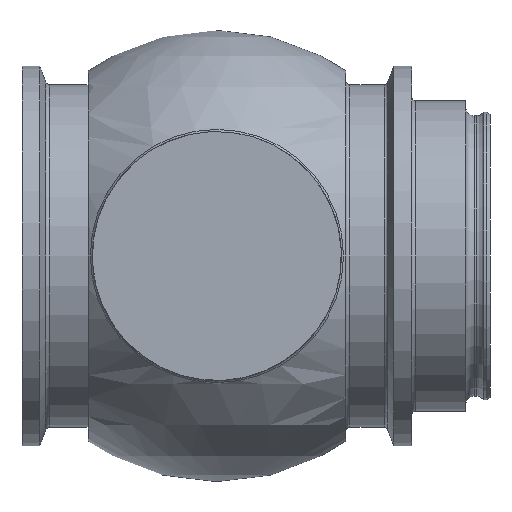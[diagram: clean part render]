
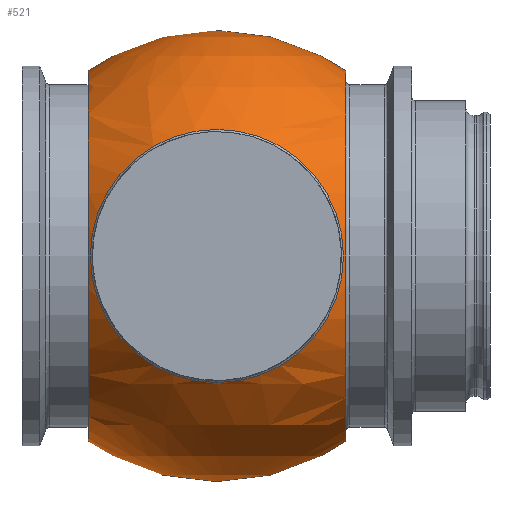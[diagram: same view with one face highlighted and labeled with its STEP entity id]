
A CAD part, left-side view. The second image highlights one B-rep face of the part: STEP entity #521.
In plain terms, the highlighted spherical face has radius 46.025 mm.
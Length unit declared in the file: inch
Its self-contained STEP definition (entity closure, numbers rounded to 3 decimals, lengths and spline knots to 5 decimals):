
#23=FACE_BOUND('',#90,.T.);
#24=FACE_BOUND('',#91,.T.);
#25=FACE_BOUND('',#92,.T.);
#30=SPHERICAL_SURFACE('',#628,1.812);
#60=FACE_OUTER_BOUND('',#89,.T.);
#89=EDGE_LOOP('',(#448,#449,#450,#451,#452,#453,#454,#455));
#90=EDGE_LOOP('',(#456));
#91=EDGE_LOOP('',(#457,#458));
#92=EDGE_LOOP('',(#459));
#136=CIRCLE('',#559,1.01654);
#138=CIRCLE('',#561,1.01654);
#139=CIRCLE('',#563,1.01654);
#140=CIRCLE('',#564,1.01654);
#144=CIRCLE('',#568,1.01654);
#145=CIRCLE('',#569,1.01654);
#189=CIRCLE('',#629,1.812);
#190=CIRCLE('',#630,1.812);
#191=CIRCLE('',#631,1.48871);
#192=CIRCLE('',#632,1.48732);
#203=VERTEX_POINT('',#868);
#204=VERTEX_POINT('',#869);
#205=VERTEX_POINT('',#874);
#206=VERTEX_POINT('',#875);
#207=VERTEX_POINT('',#877);
#210=VERTEX_POINT('',#884);
#249=VERTEX_POINT('',#994);
#250=VERTEX_POINT('',#996);
#251=VERTEX_POINT('',#998);
#252=VERTEX_POINT('',#1000);
#263=EDGE_CURVE('',#203,#204,#136,.T.);
#265=EDGE_CURVE('',#204,#203,#138,.T.);
#266=EDGE_CURVE('',#205,#206,#139,.T.);
#267=EDGE_CURVE('',#206,#207,#140,.T.);
#271=EDGE_CURVE('',#207,#210,#144,.T.);
#272=EDGE_CURVE('',#210,#205,#145,.T.);
#326=EDGE_CURVE('',#249,#210,#189,.T.);
#327=EDGE_CURVE('',#206,#250,#190,.T.);
#328=EDGE_CURVE('',#251,#251,#191,.T.);
#329=EDGE_CURVE('',#252,#252,#192,.T.);
#448=ORIENTED_EDGE('',*,*,#266,.F.);
#449=ORIENTED_EDGE('',*,*,#272,.F.);
#450=ORIENTED_EDGE('',*,*,#326,.F.);
#451=ORIENTED_EDGE('',*,*,#326,.T.);
#452=ORIENTED_EDGE('',*,*,#271,.F.);
#453=ORIENTED_EDGE('',*,*,#267,.F.);
#454=ORIENTED_EDGE('',*,*,#327,.T.);
#455=ORIENTED_EDGE('',*,*,#327,.F.);
#456=ORIENTED_EDGE('',*,*,#328,.T.);
#457=ORIENTED_EDGE('',*,*,#263,.F.);
#458=ORIENTED_EDGE('',*,*,#265,.F.);
#459=ORIENTED_EDGE('',*,*,#329,.F.);
#521=ADVANCED_FACE('',(#60,#23,#24,#25),#30,.T.);
#559=AXIS2_PLACEMENT_3D('',#870,#665,#666);
#561=AXIS2_PLACEMENT_3D('',#872,#669,#670);
#563=AXIS2_PLACEMENT_3D('',#876,#673,#674);
#564=AXIS2_PLACEMENT_3D('',#878,#675,#676);
#568=AXIS2_PLACEMENT_3D('',#885,#683,#684);
#569=AXIS2_PLACEMENT_3D('',#886,#685,#686);
#628=AXIS2_PLACEMENT_3D('',#993,#813,#814);
#629=AXIS2_PLACEMENT_3D('',#995,#815,#816);
#630=AXIS2_PLACEMENT_3D('',#997,#817,#818);
#631=AXIS2_PLACEMENT_3D('',#999,#819,#820);
#632=AXIS2_PLACEMENT_3D('',#1001,#821,#822);
#665=DIRECTION('center_axis',(-1.,0.,0.));
#666=DIRECTION('ref_axis',(0.,1.,0.));
#669=DIRECTION('center_axis',(-1.,0.,0.));
#670=DIRECTION('ref_axis',(0.,1.,0.));
#673=DIRECTION('center_axis',(1.,0.,0.));
#674=DIRECTION('ref_axis',(0.,-1.,0.));
#675=DIRECTION('center_axis',(1.,0.,0.));
#676=DIRECTION('ref_axis',(0.,-1.,0.));
#683=DIRECTION('center_axis',(1.,0.,0.));
#684=DIRECTION('ref_axis',(0.,-1.,0.));
#685=DIRECTION('center_axis',(1.,0.,0.));
#686=DIRECTION('ref_axis',(0.,-1.,0.));
#813=DIRECTION('center_axis',(0.,0.,1.));
#814=DIRECTION('ref_axis',(-1.,0.,0.));
#815=DIRECTION('center_axis',(0.,1.,0.));
#816=DIRECTION('ref_axis',(1.,0.,0.));
#817=DIRECTION('center_axis',(0.,1.,0.));
#818=DIRECTION('ref_axis',(1.,0.,0.));
#819=DIRECTION('center_axis',(0.,1.,0.));
#820=DIRECTION('ref_axis',(0.,0.,1.));
#821=DIRECTION('center_axis',(0.,1.,0.));
#822=DIRECTION('ref_axis',(0.,0.,1.));
#868=CARTESIAN_POINT('',(-1.5,3.20954,0.));
#869=CARTESIAN_POINT('',(-1.5,1.17646,0.));
#870=CARTESIAN_POINT('Origin',(-1.5,2.193,0.));
#872=CARTESIAN_POINT('Origin',(-1.5,2.193,0.));
#874=CARTESIAN_POINT('',(1.5,1.17646,0.));
#875=CARTESIAN_POINT('',(1.5,2.193,-1.01654));
#876=CARTESIAN_POINT('Origin',(1.5,2.193,0.));
#877=CARTESIAN_POINT('',(1.5,3.20954,0.));
#878=CARTESIAN_POINT('Origin',(1.5,2.193,0.));
#884=CARTESIAN_POINT('',(1.5,2.193,1.01654));
#885=CARTESIAN_POINT('Origin',(1.5,2.193,0.));
#886=CARTESIAN_POINT('Origin',(1.5,2.193,0.));
#993=CARTESIAN_POINT('Origin',(0.,2.193,0.));
#994=CARTESIAN_POINT('',(0.,2.193,1.812));
#995=CARTESIAN_POINT('Origin',(0.,2.193,0.));
#996=CARTESIAN_POINT('',(0.,2.193,-1.812));
#997=CARTESIAN_POINT('Origin',(0.,2.193,0.));
#998=CARTESIAN_POINT('',(-1.48871,1.16,0.));
#999=CARTESIAN_POINT('Origin',(0.,1.16,0.));
#1000=CARTESIAN_POINT('',(-1.48732,3.228,0.));
#1001=CARTESIAN_POINT('Origin',(0.,3.228,0.));
